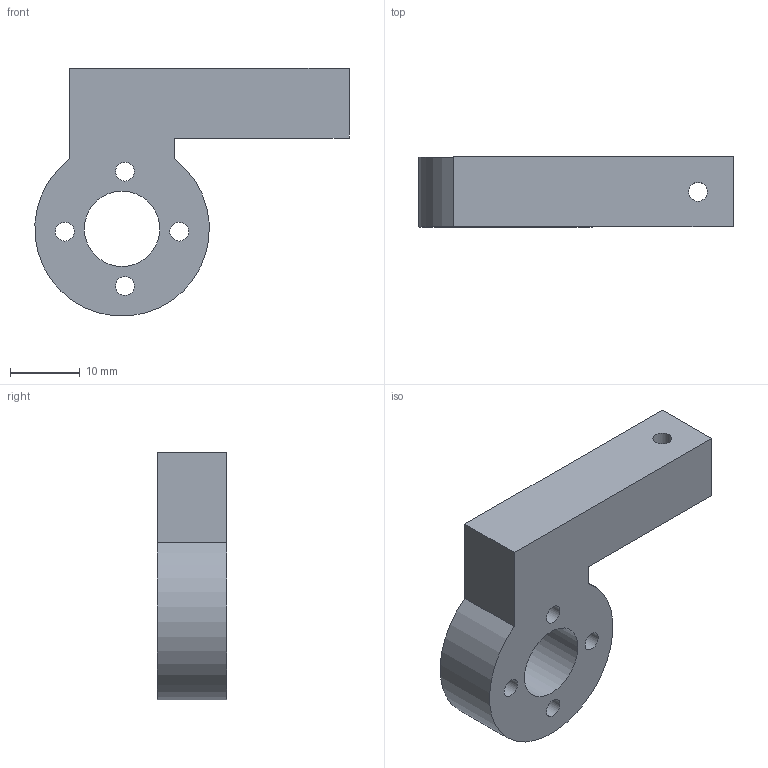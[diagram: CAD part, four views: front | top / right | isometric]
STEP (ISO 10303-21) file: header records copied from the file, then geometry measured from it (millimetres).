
FILE_DESCRIPTION(/* description */ ('Unknown'),/* implementation_level */ '2;1');
FILE_NAME(/* name */ 'ScrewFollower03',/* time_stamp */ '2022-05-22T19:12:03+01:00',/* author */ ('Unknown'),/* organization */ ('Unknown'),/* preprocessor_version */ 'ST-DEVELOPER v16.7',/* originating_system */ 'Solid Edge',/* authorisation */ 'Unknown');
FILE_SCHEMA (('AUTOMOTIVE_DESIGN {1 0 10303 214 3 1 1}'));
Length unit declared in the file: millimetre
Products named in the file (1): ScrewFollower03
Bounding box: 44.97 x 10 x 35.45 mm (x, y, z)
Volume: 7900.9 mm3; surface area: 3878.1 mm2
Topology: 1 solids, 1 shells, 14 faces, 37 edges, 25 vertices
Faces by surface type: plane 7, cylinder 7
Full cylindrical faces by diameter (mm): 2.7 x5, 10.8 x1
Entity records: 458 total; most frequent: DIRECTION 74, CARTESIAN_POINT 69, ORIENTED_EDGE 60, EDGE_LOOP 32, FACE_BOUND 32, EDGE_CURVE 30, AXIS2_PLACEMENT_3D 29, VERTEX_POINT 24
